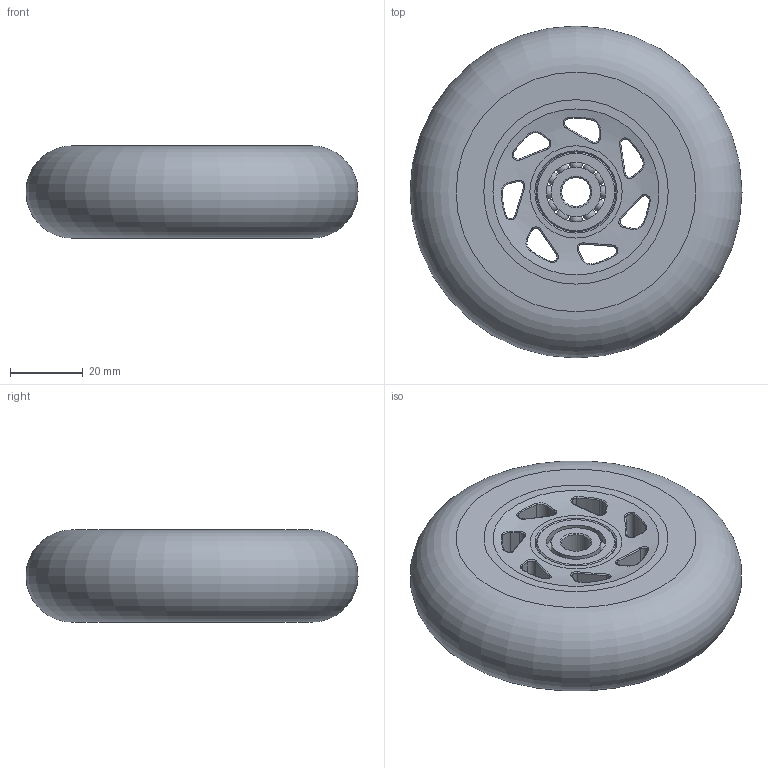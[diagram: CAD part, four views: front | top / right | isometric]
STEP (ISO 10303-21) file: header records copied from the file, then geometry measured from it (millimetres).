
FILE_DESCRIPTION(/* description */ (''),/* implementation_level */ '2;1');
FILE_NAME(/* name */ 'RollerBlade Wheel v3.step',/* time_stamp */ '2020-01-09T02:13:50-06:00',/* author */ (''),/* organization */ (''),/* preprocessor_version */ 'ST-DEVELOPER v18',/* originating_system */ 'Autodesk Translation Framework v8.12.0.6',/* authorisation */ '');
FILE_SCHEMA (('AUTOMOTIVE_DESIGN { 1 0 10303 214 3 1 1 }'));
Length unit declared in the file: inch
Products named in the file (6): RollerBlade Wheel; 608 Bearing; 608 Bearing_1; 5972K91; Rim; Urithane
Assembly tree (6 placements, depth 3):
  RollerBlade Wheel
    608 Bearing
      5972K91
    608 Bearing_1
      5972K91
    Rim
    Urithane
Bounding box: 91.44 x 91.44 x 25.4 mm (x, y, z)
Volume: 132462.5 mm3; surface area: 40612 mm2
Topology: 30 solids, 30 shells, 252 faces, 642 edges, 410 vertices
Faces by surface type: cylinder 93, bspline 72, plane 34, sphere 24, torus 19, cone 10
Full cylindrical faces by diameter (mm): 8 x2, 13.681 x4, 16.319 x4, 19 x1, 22 x4, 50.8 x4, 63.5 x2
Entity records: 8799 total; most frequent: CARTESIAN_POINT 3520, ORIENTED_EDGE 1078, DIRECTION 1019, EDGE_CURVE 539, AXIS2_PLACEMENT_3D 456, VERTEX_POINT 355, CIRCLE 292, EDGE_LOOP 276
